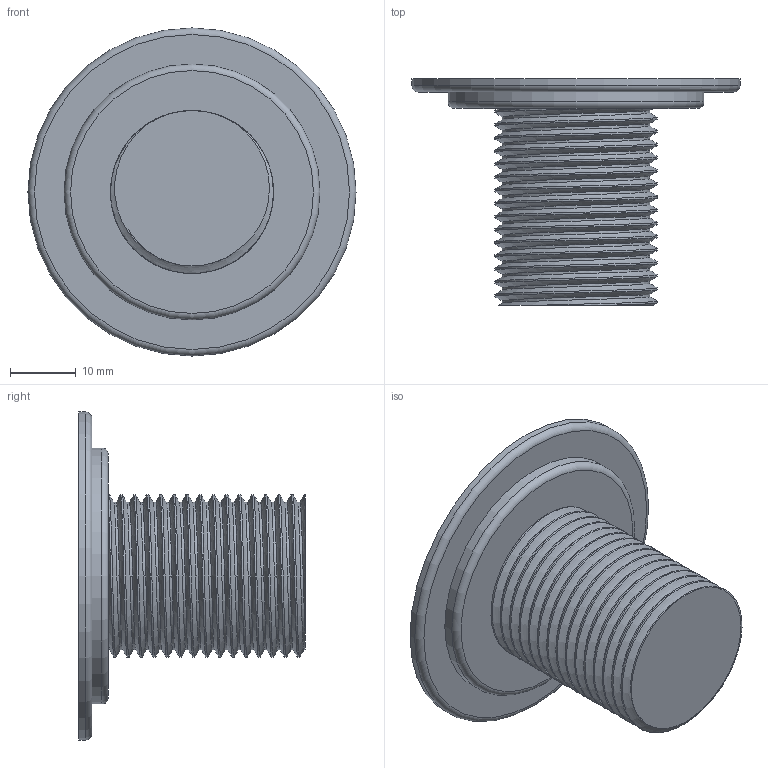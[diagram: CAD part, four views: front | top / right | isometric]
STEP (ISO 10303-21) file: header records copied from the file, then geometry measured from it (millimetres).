
FILE_DESCRIPTION(/* description */ (''),/* implementation_level */ '2;1');
FILE_NAME(/* name */ 'tornillo.step',/* time_stamp */ '2024-09-05T15:02:24-03:00',/* author */ (''),/* organization */ (''),/* preprocessor_version */ 'ST-DEVELOPER v20',/* originating_system */ 'Autodesk Translation Framework v13.14.0.145',/* authorisation */ '');
FILE_SCHEMA (('AUTOMOTIVE_DESIGN { 1 0 10303 214 3 1 1 }'));
Length unit declared in the file: millimetre
Products named in the file (1): tornillo
Bounding box: 50 x 34.5 x 50 mm (x, y, z)
Volume: 20006.4 mm3; surface area: 8129.7 mm2
Topology: 1 solids, 1 shells, 42 faces, 114 edges, 76 vertices
Faces by surface type: cylinder 34, plane 4, torus 2, bspline 2
Full cylindrical faces by diameter (mm): 22.529 x14, 24.822 x14, 39 x1, 50 x1
Entity records: 5001 total; most frequent: CARTESIAN_POINT 4024, ORIENTED_EDGE 228, DIRECTION 142, EDGE_CURVE 114, VERTEX_POINT 76, B_SPLINE_CURVE_WITH_KNOTS 68, AXIS2_PLACEMENT_3D 55, EDGE_LOOP 44
